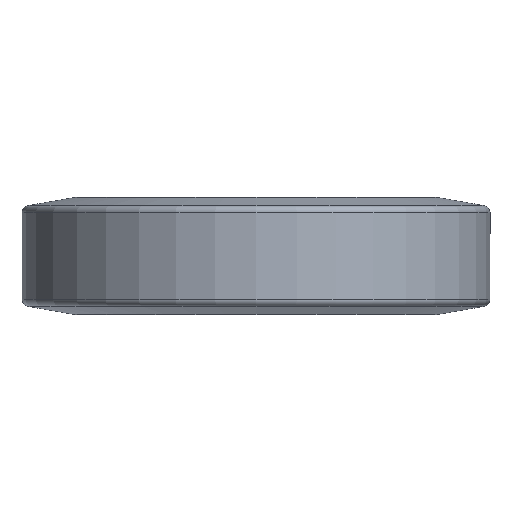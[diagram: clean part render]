
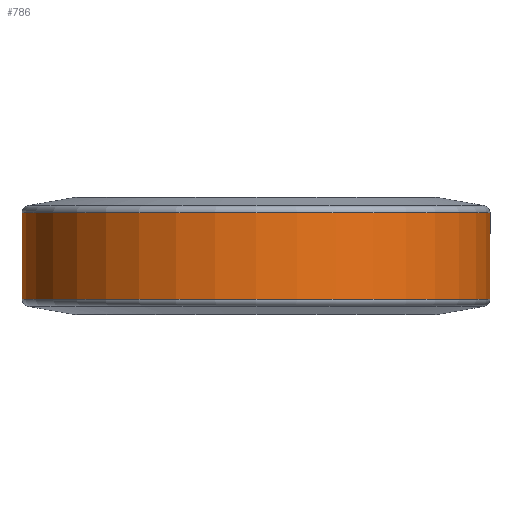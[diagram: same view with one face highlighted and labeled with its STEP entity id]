
A CAD part, front view. The second image highlights one B-rep face of the part: STEP entity #786.
In plain terms, the highlighted cylindrical face has radius 100 mm (diameter 200 mm), a partial arc.
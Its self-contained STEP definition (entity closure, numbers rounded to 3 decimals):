
#36 = CARTESIAN_POINT ( 'NONE',  ( -100., 0., -18.515 ) ) ;
#83 = DIRECTION ( 'NONE',  ( 0., 0., 1. ) ) ;
#123 = DIRECTION ( 'NONE',  ( 1., 0., 0. ) ) ;
#130 = VERTEX_POINT ( 'NONE', #36 ) ;
#136 = ORIENTED_EDGE ( 'NONE', *, *, #173, .F. ) ;
#151 = VERTEX_POINT ( 'NONE', #418 ) ;
#173 = EDGE_CURVE ( 'NONE', #130, #151, #725, .T. ) ;
#187 = EDGE_CURVE ( 'NONE', #130, #572, #334, .T. ) ;
#208 = DIRECTION ( 'NONE',  ( 0., 0., 1. ) ) ;
#217 = CARTESIAN_POINT ( 'NONE',  ( 100., 0., -18.515 ) ) ;
#226 = ORIENTED_EDGE ( 'NONE', *, *, #187, .T. ) ;
#236 = CARTESIAN_POINT ( 'NONE',  ( 0., 0., -18.515 ) ) ;
#239 = LINE ( 'NONE', #568, #320 ) ;
#320 = VECTOR ( 'NONE', #83, 1000. ) ;
#334 = CIRCLE ( 'NONE', #771, 100. ) ;
#336 = DIRECTION ( 'NONE',  ( 1., 0., 0. ) ) ;
#351 = EDGE_CURVE ( 'NONE', #572, #440, #239, .T. ) ;
#388 = CIRCLE ( 'NONE', #603, 100. ) ;
#418 = CARTESIAN_POINT ( 'NONE',  ( -100., 0., 18.515 ) ) ;
#440 = VERTEX_POINT ( 'NONE', #520 ) ;
#445 = AXIS2_PLACEMENT_3D ( 'NONE', #456, #461, #336 ) ;
#456 = CARTESIAN_POINT ( 'NONE',  ( 0., 0., 0. ) ) ;
#461 = DIRECTION ( 'NONE',  ( 0., 0., 1. ) ) ;
#473 = EDGE_CURVE ( 'NONE', #151, #440, #388, .T. ) ;
#500 = ORIENTED_EDGE ( 'NONE', *, *, #351, .T. ) ;
#517 = FACE_OUTER_BOUND ( 'NONE', #658, .T. ) ;
#520 = CARTESIAN_POINT ( 'NONE',  ( 100., 0., 18.515 ) ) ;
#566 = VECTOR ( 'NONE', #208, 1000. ) ;
#568 = CARTESIAN_POINT ( 'NONE',  ( 100., 0., 0. ) ) ;
#572 = VERTEX_POINT ( 'NONE', #217 ) ;
#580 = CYLINDRICAL_SURFACE ( 'NONE', #445, 100. ) ;
#581 = DIRECTION ( 'NONE',  ( 1., 0., 0. ) ) ;
#601 = CARTESIAN_POINT ( 'NONE',  ( -100., 0., 0. ) ) ;
#603 = AXIS2_PLACEMENT_3D ( 'NONE', #779, #716, #581 ) ;
#658 = EDGE_LOOP ( 'NONE', ( #136, #226, #500, #793 ) ) ;
#716 = DIRECTION ( 'NONE',  ( 0., 0., 1. ) ) ;
#725 = LINE ( 'NONE', #601, #566 ) ;
#771 = AXIS2_PLACEMENT_3D ( 'NONE', #236, #804, #123 ) ;
#779 = CARTESIAN_POINT ( 'NONE',  ( 0., 0., 18.515 ) ) ;
#786 = ADVANCED_FACE ( 'NONE', ( #517 ), #580, .T. ) ;
#793 = ORIENTED_EDGE ( 'NONE', *, *, #473, .F. ) ;
#804 = DIRECTION ( 'NONE',  ( 0., 0., 1. ) ) ;
